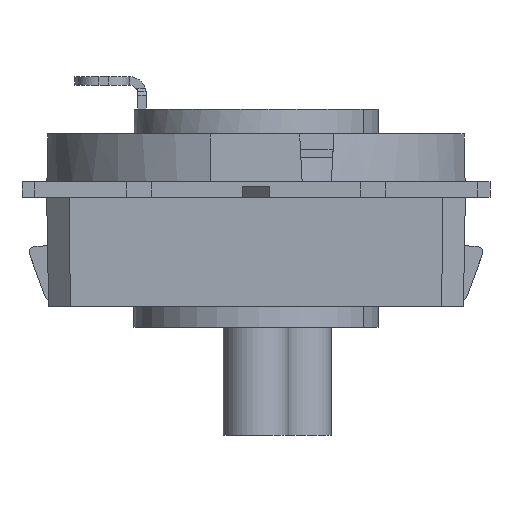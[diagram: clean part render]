
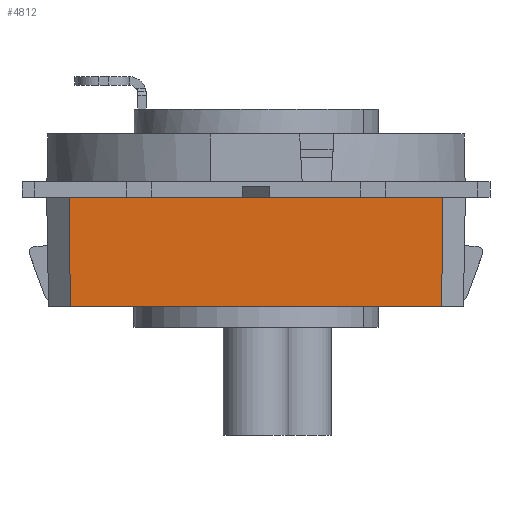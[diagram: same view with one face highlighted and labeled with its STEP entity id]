
A CAD part, front view. The second image highlights one B-rep face of the part: STEP entity #4812.
In plain terms, the highlighted planar face has unit normal (0, -1, -0.018).
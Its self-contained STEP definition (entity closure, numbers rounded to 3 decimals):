
#4800=AXIS2_PLACEMENT_3D('Plane Axis2P3D',#4797,#4798,#4799) ;
#3043=CARTESIAN_POINT('Vertex',(17.882,-19.967,-10.5)) ;
#3046=CARTESIAN_POINT('Line Origine',(0.,-19.967,-10.5)) ;
#3050=CARTESIAN_POINT('Vertex',(-17.882,-19.967,-10.5)) ;
#3502=CARTESIAN_POINT('Vertex',(-17.958,-20.15,0.)) ;
#3505=CARTESIAN_POINT('Line Origine',(0.,-20.15,0.)) ;
#3509=CARTESIAN_POINT('Vertex',(17.958,-20.15,0.)) ;
#3763=CARTESIAN_POINT('Control Point',(-17.958,-20.15,0.)) ;
#3764=CARTESIAN_POINT('Control Point',(-17.882,-19.967,-10.5)) ;
#4797=CARTESIAN_POINT('Axis2P3D Location',(0.,-20.15,0.)) ;
#4803=CARTESIAN_POINT('Control Point',(17.958,-20.15,0.)) ;
#4804=CARTESIAN_POINT('Control Point',(17.882,-19.967,-10.5)) ;
#3047=DIRECTION('Vector Direction',(1.,0.,0.)) ;
#3506=DIRECTION('Vector Direction',(-1.,0.,0.)) ;
#4798=DIRECTION('Axis2P3D Direction',(0.,-1.,-0.017)) ;
#4799=DIRECTION('Axis2P3D XDirection',(1.,0.,0.)) ;
#3048=VECTOR('Line Direction',#3047,1.) ;
#3507=VECTOR('Line Direction',#3506,1.) ;
#4807=ORIENTED_EDGE('',*,*,#3511,.T.) ;
#4808=ORIENTED_EDGE('',*,*,#3765,.F.) ;
#4809=ORIENTED_EDGE('',*,*,#3052,.F.) ;
#4810=ORIENTED_EDGE('',*,*,#4805,.T.) ;
#4812=ADVANCED_FACE('EG00466AA.1\\Corps principal',(#4811),#4801,.T.) ;
#3762=B_SPLINE_CURVE_WITH_KNOTS('',1,(#3763,#3764),.UNSPECIFIED.,.F.,.U.,(2,2),(-5.251,5.251),.UNSPECIFIED.) ;
#4802=B_SPLINE_CURVE_WITH_KNOTS('',1,(#4803,#4804),.UNSPECIFIED.,.F.,.U.,(2,2),(-5.251,5.251),.UNSPECIFIED.) ;
#3052=EDGE_CURVE('',#3044,#3051,#3049,.F.) ;
#3511=EDGE_CURVE('',#3510,#3503,#3508,.T.) ;
#3765=EDGE_CURVE('',#3051,#3503,#3762,.F.) ;
#4805=EDGE_CURVE('',#3044,#3510,#4802,.F.) ;
#4806=EDGE_LOOP('',(#4807,#4808,#4809,#4810)) ;
#4811=FACE_OUTER_BOUND('',#4806,.T.) ;
#3049=LINE('Line',#3046,#3048) ;
#3508=LINE('Line',#3505,#3507) ;
#4801=PLANE('',#4800) ;
#3044=VERTEX_POINT('',#3043) ;
#3051=VERTEX_POINT('',#3050) ;
#3503=VERTEX_POINT('',#3502) ;
#3510=VERTEX_POINT('',#3509) ;
